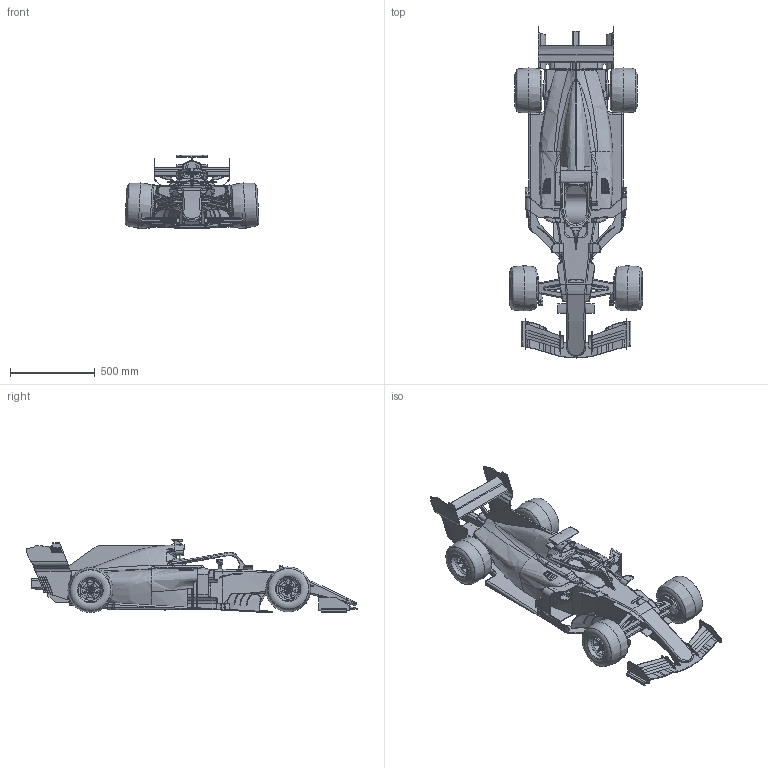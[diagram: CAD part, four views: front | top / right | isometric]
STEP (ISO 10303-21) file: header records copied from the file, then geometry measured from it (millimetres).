
FILE_DESCRIPTION(('FreeCAD Model'),'2;1');
FILE_NAME('Open CASCADE Shape Model','2025-05-04T16:55:19',('FreeCAD'),( 'FreeCAD'),'Open CASCADE STEP processor 7.6','FreeCAD','Unknown');
FILE_SCHEMA(('AUTOMOTIVE_DESIGN { 1 0 10303 214 1 1 1 1 }'));
Products named in the file (1): Open CASCADE STEP translator 7.6 1
Bounding box: 791.73 x 1963.78 x 437.19 mm (x, y, z)
Volume: 124599083.3 mm3; surface area: 6001476 mm2
Topology: 28 solids, 48 shells, 3998 faces, 10172 edges, 6197 vertices
Faces by surface type: bspline 1346, plane 1117, cylinder 902, torus 398, extrusion 155, cone 52, sphere 16, revolution 12
Full cylindrical faces by diameter (mm): 2 x18, 9 x2, 10 x4, 13 x2, 30 x9, 40 x1, 70 x4, 90 x4, 120 x4, 140 x8, 150 x8
Entity records: 180735 total; most frequent: CARTESIAN_POINT 95016, ORIENTED_EDGE 20052, DIRECTION 14993, EDGE_CURVE 10086, VERTEX_POINT 6197, AXIS2_PLACEMENT_3D 5967, FACE_BOUND 4169, EDGE_LOOP 4169
